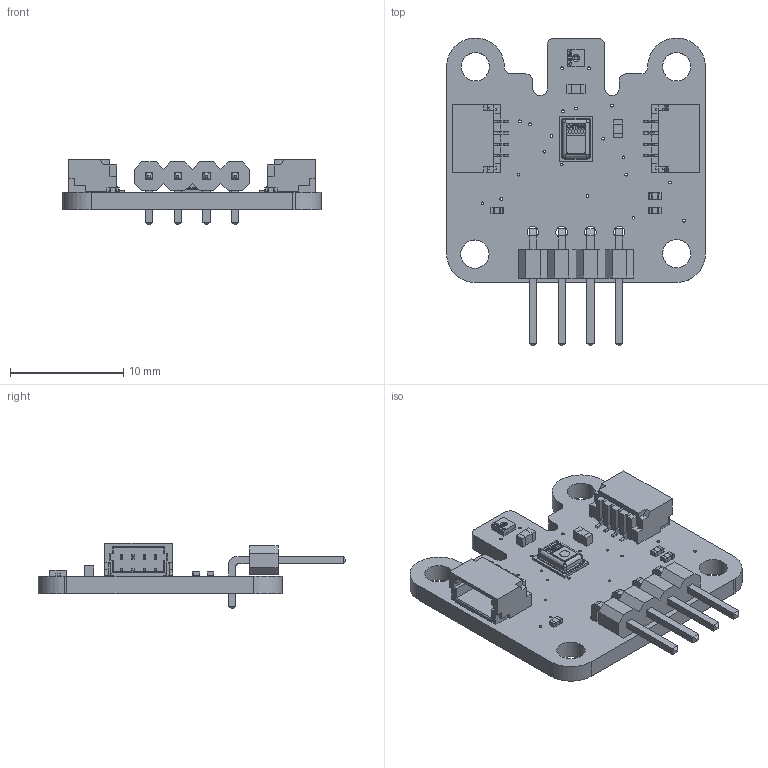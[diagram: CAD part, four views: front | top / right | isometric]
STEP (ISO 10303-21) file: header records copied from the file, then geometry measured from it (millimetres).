
FILE_DESCRIPTION(/* description */ (''),/* implementation_level */ '2;1');
FILE_NAME(/* name */ 'STCC4-CO2-Sensor v4.step',/* time_stamp */ '2025-08-15T21:30:00+02:00',/* author */ (''),/* organization */ (''),/* preprocessor_version */ 'ST-DEVELOPER v20.1',/* originating_system */ 'Autodesk Translation Framework v14.10.0.0',/* authorisation */ '');
FILE_SCHEMA (('AUTOMOTIVE_DESIGN { 1 0 10303 214 3 1 1 }'));
Length unit declared in the file: millimetre
Products named in the file (21): STCC4-CO2-Sensor; Board; Packages; LASKKIT_10MM_SILKSCREEN; 1X04/90; C0603; R0402; LASKAKIT_HEART_4MM; 1X04_1MM_RA; STCC4DR3; 167874_00; Manoun_B01_BOARD_00; NYOS_BOND_8PADS_Nyos_ASIC-1_00; 167872_00; 159608_00; 167873_00; 167450_Standard; 167449_Standard; USUP_SILKSCREEN; 2,5-PAD; SHT40
Assembly tree (28 placements, depth 6):
  STCC4-CO2-Sensor
    Board
    Packages
      LASKKIT_10MM_SILKSCREEN
      1X04/90
      C0603  x2
      R0402  x3
      LASKAKIT_HEART_4MM
      1X04_1MM_RA  x2
      STCC4DR3
        167874_00
          Manoun_B01_BOARD_00
          NYOS_BOND_8PADS_Nyos_ASIC-1_00
        167872_00
          159608_00
          167873_00
            167450_Standard
            167449_Standard
      USUP_SILKSCREEN  x2
      2,5-PAD  x4
      SHT40
Bounding box: 22.86 x 27.21 x 5.77 mm (x, y, z)
Volume: 844.5 mm3; surface area: 1875.9 mm2
Topology: 32 solids, 32 shells, 1529 faces, 3991 edges, 2579 vertices
Faces by surface type: plane 1123, cylinder 264, bspline 92, sphere 48, torus 2
Full cylindrical faces by diameter (mm): 0.225 x1, 0.25 x27, 0.3 x1, 0.4 x1, 0.8 x1, 0.9 x1, 1.016 x4, 2.5 x4
Entity records: 39221 total; most frequent: CARTESIAN_POINT 10328, ORIENTED_EDGE 5914, DIRECTION 5374, EDGE_CURVE 2957, LINE 2432, VECTOR 2432, VERTEX_POINT 1929, AXIS2_PLACEMENT_3D 1471
